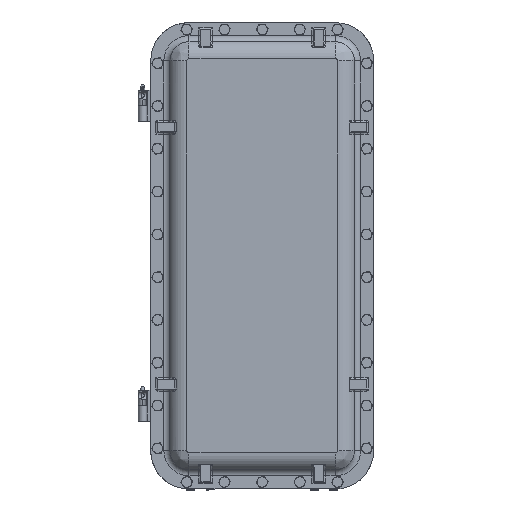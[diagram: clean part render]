
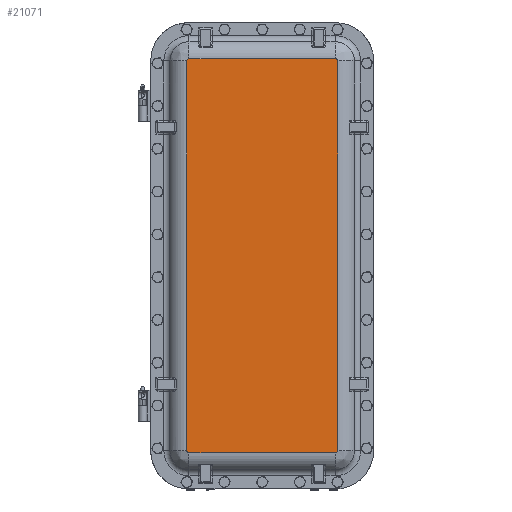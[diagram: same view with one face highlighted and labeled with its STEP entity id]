
A CAD part, top view. The second image highlights one B-rep face of the part: STEP entity #21071.
In plain terms, the highlighted face is planar.
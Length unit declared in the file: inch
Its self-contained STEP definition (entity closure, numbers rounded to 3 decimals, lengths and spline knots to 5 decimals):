
#3245=FACE_OUTER_BOUND('',#4973,.T.);
#4973=EDGE_LOOP('',(#18311,#18312,#18313,#18314,#18315,#18316,#18317,#18318));
#5950=CIRCLE('',#23147,0.1526);
#5952=CIRCLE('',#23150,0.1526);
#5954=CIRCLE('',#23153,0.1526);
#5956=CIRCLE('',#23156,0.1526);
#7191=LINE('',#36881,#8622);
#7223=LINE('',#37323,#8654);
#7250=LINE('',#37722,#8681);
#7296=LINE('',#38376,#8727);
#8622=VECTOR('',#27329,0.3937);
#8654=VECTOR('',#27519,0.3937);
#8681=VECTOR('',#27700,0.3937);
#8727=VECTOR('',#28008,0.3937);
#10380=VERTEX_POINT('',#36878);
#10381=VERTEX_POINT('',#36880);
#10431=VERTEX_POINT('',#37320);
#10432=VERTEX_POINT('',#37322);
#10471=VERTEX_POINT('',#37719);
#10472=VERTEX_POINT('',#37721);
#10541=VERTEX_POINT('',#38373);
#10542=VERTEX_POINT('',#38375);
#12851=EDGE_CURVE('',#10380,#10381,#7191,.T.);
#12940=EDGE_CURVE('',#10431,#10432,#7223,.T.);
#13019=EDGE_CURVE('',#10471,#10472,#7250,.T.);
#13153=EDGE_CURVE('',#10541,#10542,#7296,.T.);
#13158=EDGE_CURVE('',#10380,#10472,#5950,.T.);
#13160=EDGE_CURVE('',#10541,#10381,#5952,.T.);
#13162=EDGE_CURVE('',#10431,#10542,#5954,.T.);
#13164=EDGE_CURVE('',#10471,#10432,#5956,.T.);
#18311=ORIENTED_EDGE('',*,*,#13158,.T.);
#18312=ORIENTED_EDGE('',*,*,#13019,.F.);
#18313=ORIENTED_EDGE('',*,*,#13164,.T.);
#18314=ORIENTED_EDGE('',*,*,#12940,.F.);
#18315=ORIENTED_EDGE('',*,*,#13162,.T.);
#18316=ORIENTED_EDGE('',*,*,#13153,.F.);
#18317=ORIENTED_EDGE('',*,*,#13160,.T.);
#18318=ORIENTED_EDGE('',*,*,#12851,.F.);
#19901=PLANE('',#23242);
#21071=ADVANCED_FACE('',(#3245),#19901,.F.);
#23147=AXIS2_PLACEMENT_3D('',#38395,#28026,#28027);
#23150=AXIS2_PLACEMENT_3D('',#38407,#28032,#28033);
#23153=AXIS2_PLACEMENT_3D('',#38419,#28038,#28039);
#23156=AXIS2_PLACEMENT_3D('',#38431,#28044,#28045);
#23242=AXIS2_PLACEMENT_3D('',#38572,#28241,#28242);
#27329=DIRECTION('',(0.,1.,0.));
#27519=DIRECTION('',(0.,-1.,0.));
#27700=DIRECTION('',(1.,0.,0.));
#28008=DIRECTION('',(-1.,0.,0.));
#28026=DIRECTION('center_axis',(0.,0.,-1.));
#28027=DIRECTION('ref_axis',(-1.,0.,0.));
#28032=DIRECTION('center_axis',(0.,0.,-1.));
#28033=DIRECTION('ref_axis',(-1.,0.,0.));
#28038=DIRECTION('center_axis',(0.,0.,-1.));
#28039=DIRECTION('ref_axis',(-1.,0.,0.));
#28044=DIRECTION('center_axis',(0.,0.,-1.));
#28045=DIRECTION('ref_axis',(-1.,0.,0.));
#28241=DIRECTION('center_axis',(0.,0.,1.));
#28242=DIRECTION('ref_axis',(1.,0.,0.));
#36878=CARTESIAN_POINT('',(14.3676,-5.34,-2.13));
#36880=CARTESIAN_POINT('',(14.3676,5.34,-2.13));
#36881=CARTESIAN_POINT('',(14.3676,5.34,-2.13));
#37320=CARTESIAN_POINT('',(-14.3676,5.34,-2.13));
#37322=CARTESIAN_POINT('',(-14.3676,-5.34,-2.13));
#37323=CARTESIAN_POINT('',(-14.3676,-5.34,-2.13));
#37719=CARTESIAN_POINT('',(-14.215,-5.4926,-2.13));
#37721=CARTESIAN_POINT('',(14.215,-5.4926,-2.13));
#37722=CARTESIAN_POINT('',(14.215,-5.4926,-2.13));
#38373=CARTESIAN_POINT('',(14.215,5.4926,-2.13));
#38375=CARTESIAN_POINT('',(-14.215,5.4926,-2.13));
#38376=CARTESIAN_POINT('',(-14.215,5.4926,-2.13));
#38395=CARTESIAN_POINT('Origin',(14.215,-5.34,-2.13));
#38407=CARTESIAN_POINT('Origin',(14.215,5.34,-2.13));
#38419=CARTESIAN_POINT('Origin',(-14.215,5.34,-2.13));
#38431=CARTESIAN_POINT('Origin',(-14.215,-5.34,-2.13));
#38572=CARTESIAN_POINT('Origin',(0.,0.,
-2.13));
